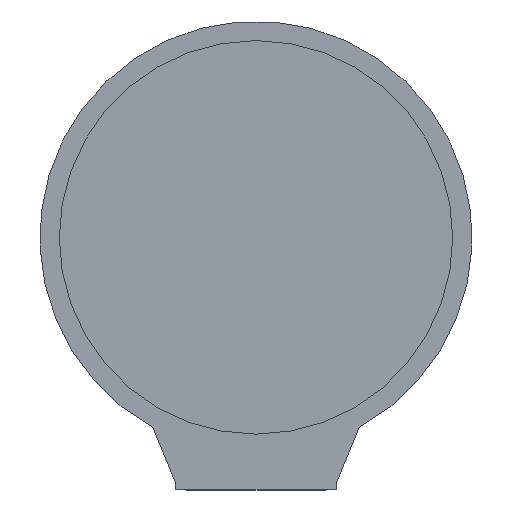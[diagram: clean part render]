
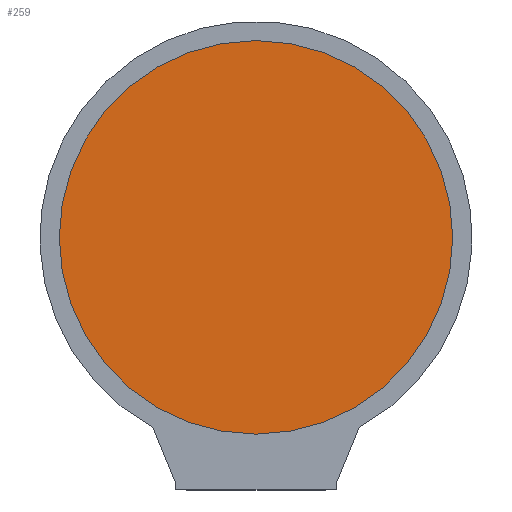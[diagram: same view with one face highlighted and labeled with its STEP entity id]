
A CAD part, top view. The second image highlights one B-rep face of the part: STEP entity #259.
In plain terms, the highlighted planar face has unit normal (0, 0, 1).
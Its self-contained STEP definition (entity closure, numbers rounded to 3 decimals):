
#26=PLANE('',#292);
#41=FACE_OUTER_BOUND('',#57,.T.);
#57=EDGE_LOOP('',(#194));
#131=CIRCLE('',#290,16.2);
#135=VERTEX_POINT('',#382);
#157=EDGE_CURVE('',#135,#135,#131,.T.);
#194=ORIENTED_EDGE('',*,*,#157,.T.);
#259=ADVANCED_FACE('',(#41),#26,.T.);
#290=AXIS2_PLACEMENT_3D('',#383,#313,#314);
#292=AXIS2_PLACEMENT_3D('',#387,#318,#319);
#313=DIRECTION('center_axis',(0.,0.,1.));
#314=DIRECTION('ref_axis',(1.,0.,0.));
#318=DIRECTION('center_axis',(0.,0.,1.));
#319=DIRECTION('ref_axis',(1.,0.,0.));
#382=CARTESIAN_POINT('',(-16.2,0.,1.6));
#383=CARTESIAN_POINT('Origin',(0.,0.,1.6));
#387=CARTESIAN_POINT('Origin',(0.,0.,1.6));
